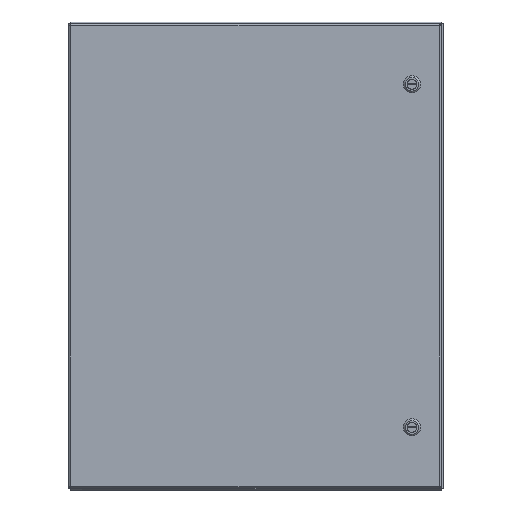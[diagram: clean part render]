
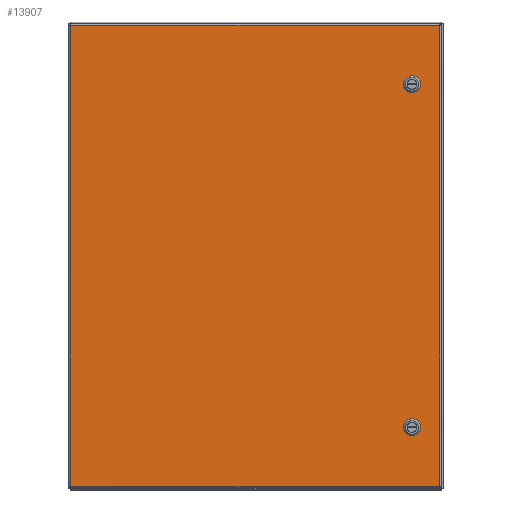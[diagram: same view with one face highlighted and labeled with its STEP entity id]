
A CAD part, top view. The second image highlights one B-rep face of the part: STEP entity #13907.
In plain terms, the highlighted face is planar.
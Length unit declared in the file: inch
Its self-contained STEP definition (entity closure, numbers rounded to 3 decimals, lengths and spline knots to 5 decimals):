
#516=FACE_BOUND('',#2772,.T.);
#517=FACE_BOUND('',#2773,.T.);
#726=CIRCLE('',#14739,0.453);
#728=CIRCLE('',#14743,0.453);
#730=CIRCLE('',#14747,0.453);
#732=CIRCLE('',#14751,0.453);
#734=CIRCLE('',#14755,0.453);
#736=CIRCLE('',#14759,0.453);
#738=CIRCLE('',#14763,0.453);
#740=CIRCLE('',#14767,0.453);
#1338=PLANE('',#14805);
#1859=FACE_OUTER_BOUND('',#2771,.T.);
#2771=EDGE_LOOP('',(#10226,#10227,#10228,#10229));
#2772=EDGE_LOOP('',(#10230,#10231,#10232,#10233,#10234,#10235,#10236,#10237));
#2773=EDGE_LOOP('',(#10238,#10239,#10240,#10241,#10242,#10243,#10244,#10245));
#4083=LINE('',#22442,#5152);
#4087=LINE('',#22454,#5156);
#4091=LINE('',#22466,#5160);
#4095=LINE('',#22476,#5164);
#4099=LINE('',#22490,#5168);
#4103=LINE('',#22502,#5172);
#4107=LINE('',#22514,#5176);
#4111=LINE('',#22524,#5180);
#4147=LINE('',#22606,#5216);
#4153=LINE('',#22688,#5222);
#4168=LINE('',#22788,#5237);
#4183=LINE('',#22887,#5252);
#5152=VECTOR('',#16530,0.42525);
#5156=VECTOR('',#16542,0.42525);
#5160=VECTOR('',#16554,0.42525);
#5164=VECTOR('',#16566,0.42525);
#5168=VECTOR('',#16578,0.42525);
#5172=VECTOR('',#16590,0.42525);
#5176=VECTOR('',#16602,0.42525);
#5180=VECTOR('',#16614,0.42525);
#5216=VECTOR('',#16676,29.5395);
#5222=VECTOR('',#16688,23.6645);
#5237=VECTOR('',#16717,29.5395);
#5252=VECTOR('',#16746,23.6645);
#6229=VERTEX_POINT('',#22433);
#6230=VERTEX_POINT('',#22435);
#6232=VERTEX_POINT('',#22441);
#6234=VERTEX_POINT('',#22447);
#6236=VERTEX_POINT('',#22453);
#6238=VERTEX_POINT('',#22459);
#6240=VERTEX_POINT('',#22465);
#6242=VERTEX_POINT('',#22471);
#6245=VERTEX_POINT('',#22481);
#6246=VERTEX_POINT('',#22483);
#6248=VERTEX_POINT('',#22489);
#6250=VERTEX_POINT('',#22495);
#6252=VERTEX_POINT('',#22501);
#6254=VERTEX_POINT('',#22507);
#6256=VERTEX_POINT('',#22513);
#6258=VERTEX_POINT('',#22519);
#6283=VERTEX_POINT('',#22597);
#6284=VERTEX_POINT('',#22605);
#6289=VERTEX_POINT('',#22680);
#6299=VERTEX_POINT('',#22780);
#7645=EDGE_CURVE('',#6230,#6229,#726,.T.);
#7648=EDGE_CURVE('',#6232,#6230,#4083,.T.);
#7651=EDGE_CURVE('',#6234,#6232,#728,.T.);
#7654=EDGE_CURVE('',#6236,#6234,#4087,.T.);
#7657=EDGE_CURVE('',#6238,#6236,#730,.T.);
#7660=EDGE_CURVE('',#6240,#6238,#4091,.T.);
#7663=EDGE_CURVE('',#6242,#6240,#732,.T.);
#7666=EDGE_CURVE('',#6229,#6242,#4095,.T.);
#7669=EDGE_CURVE('',#6246,#6245,#734,.T.);
#7672=EDGE_CURVE('',#6248,#6246,#4099,.T.);
#7675=EDGE_CURVE('',#6250,#6248,#736,.T.);
#7678=EDGE_CURVE('',#6252,#6250,#4103,.T.);
#7681=EDGE_CURVE('',#6254,#6252,#738,.T.);
#7684=EDGE_CURVE('',#6256,#6254,#4107,.T.);
#7687=EDGE_CURVE('',#6258,#6256,#740,.T.);
#7690=EDGE_CURVE('',#6245,#6258,#4111,.T.);
#7727=EDGE_CURVE('',#6284,#6283,#4147,.T.);
#7737=EDGE_CURVE('',#6283,#6289,#4153,.T.);
#7756=EDGE_CURVE('',#6289,#6299,#4168,.T.);
#7775=EDGE_CURVE('',#6299,#6284,#4183,.T.);
#10226=ORIENTED_EDGE('',*,*,#7727,.T.);
#10227=ORIENTED_EDGE('',*,*,#7737,.T.);
#10228=ORIENTED_EDGE('',*,*,#7756,.T.);
#10229=ORIENTED_EDGE('',*,*,#7775,.T.);
#10230=ORIENTED_EDGE('',*,*,#7645,.T.);
#10231=ORIENTED_EDGE('',*,*,#7666,.T.);
#10232=ORIENTED_EDGE('',*,*,#7663,.T.);
#10233=ORIENTED_EDGE('',*,*,#7660,.T.);
#10234=ORIENTED_EDGE('',*,*,#7657,.T.);
#10235=ORIENTED_EDGE('',*,*,#7654,.T.);
#10236=ORIENTED_EDGE('',*,*,#7651,.T.);
#10237=ORIENTED_EDGE('',*,*,#7648,.T.);
#10238=ORIENTED_EDGE('',*,*,#7669,.T.);
#10239=ORIENTED_EDGE('',*,*,#7690,.T.);
#10240=ORIENTED_EDGE('',*,*,#7687,.T.);
#10241=ORIENTED_EDGE('',*,*,#7684,.T.);
#10242=ORIENTED_EDGE('',*,*,#7681,.T.);
#10243=ORIENTED_EDGE('',*,*,#7678,.T.);
#10244=ORIENTED_EDGE('',*,*,#7675,.T.);
#10245=ORIENTED_EDGE('',*,*,#7672,.T.);
#13907=ADVANCED_FACE('',(#1859,#516,#517),#1338,.F.);
#14739=AXIS2_PLACEMENT_3D('',#22436,#16524,#16525);
#14743=AXIS2_PLACEMENT_3D('',#22448,#16536,#16537);
#14747=AXIS2_PLACEMENT_3D('',#22460,#16548,#16549);
#14751=AXIS2_PLACEMENT_3D('',#22472,#16560,#16561);
#14755=AXIS2_PLACEMENT_3D('',#22484,#16572,#16573);
#14759=AXIS2_PLACEMENT_3D('',#22496,#16584,#16585);
#14763=AXIS2_PLACEMENT_3D('',#22508,#16596,#16597);
#14767=AXIS2_PLACEMENT_3D('',#22520,#16608,#16609);
#14805=AXIS2_PLACEMENT_3D('',#22973,#16771,#16772);
#16524=DIRECTION('center_axis',(0.,0.,1.));
#16525=DIRECTION('ref_axis',(-0.469,-0.883,0.));
#16530=DIRECTION('',(0.,1.,0.));
#16536=DIRECTION('center_axis',(0.,0.,1.));
#16537=DIRECTION('ref_axis',(-0.883,0.469,0.));
#16542=DIRECTION('',(1.,0.,0.));
#16548=DIRECTION('center_axis',(0.,0.,1.));
#16549=DIRECTION('ref_axis',(0.469,0.883,0.));
#16554=DIRECTION('',(0.,-1.,0.));
#16560=DIRECTION('center_axis',(0.,0.,1.));
#16561=DIRECTION('ref_axis',(0.883,-0.469,0.));
#16566=DIRECTION('',(-1.,0.,0.));
#16572=DIRECTION('center_axis',(0.,0.,1.));
#16573=DIRECTION('ref_axis',(-0.469,-0.883,0.));
#16578=DIRECTION('',(0.,1.,0.));
#16584=DIRECTION('center_axis',(0.,0.,1.));
#16585=DIRECTION('ref_axis',(-0.883,0.469,0.));
#16590=DIRECTION('',(1.,0.,0.));
#16596=DIRECTION('center_axis',(0.,0.,1.));
#16597=DIRECTION('ref_axis',(0.469,0.883,0.));
#16602=DIRECTION('',(0.,-1.,0.));
#16608=DIRECTION('center_axis',(0.,0.,1.));
#16609=DIRECTION('ref_axis',(0.883,-0.469,0.));
#16614=DIRECTION('',(-1.,0.,0.));
#16676=DIRECTION('',(0.,-1.,0.));
#16688=DIRECTION('',(-1.,0.,0.));
#16717=DIRECTION('',(0.,1.,0.));
#16746=DIRECTION('',(1.,0.,0.));
#16771=DIRECTION('center_axis',(0.,0.,1.));
#16772=DIRECTION('ref_axis',(1.,0.,0.));
#22433=CARTESIAN_POINT('',(2.08762,4.275,0.));
#22435=CARTESIAN_POINT('',(2.275,4.08762,0.));
#22436=CARTESIAN_POINT('Origin',(1.875,3.875,0.));
#22441=CARTESIAN_POINT('',(2.275,3.66238,0.));
#22442=CARTESIAN_POINT('',(2.275,9.48131,0.));
#22447=CARTESIAN_POINT('',(2.08762,3.475,0.));
#22448=CARTESIAN_POINT('Origin',(1.875,3.875,0.));
#22453=CARTESIAN_POINT('',(1.66238,3.475,0.));
#22454=CARTESIAN_POINT('',(7.01256,3.475,0.));
#22459=CARTESIAN_POINT('',(1.475,3.66238,0.));
#22460=CARTESIAN_POINT('Origin',(1.875,3.875,0.));
#22465=CARTESIAN_POINT('',(1.475,4.08762,0.));
#22466=CARTESIAN_POINT('',(1.475,9.26869,0.));
#22471=CARTESIAN_POINT('',(1.66238,4.275,0.));
#22472=CARTESIAN_POINT('Origin',(1.875,3.875,0.));
#22476=CARTESIAN_POINT('',(6.79994,4.275,0.));
#22481=CARTESIAN_POINT('',(2.08762,26.275,0.));
#22483=CARTESIAN_POINT('',(2.275,26.08762,0.));
#22484=CARTESIAN_POINT('Origin',(1.875,25.875,0.));
#22489=CARTESIAN_POINT('',(2.275,25.66238,0.));
#22490=CARTESIAN_POINT('',(2.275,20.48131,0.));
#22495=CARTESIAN_POINT('',(2.08762,25.475,0.));
#22496=CARTESIAN_POINT('Origin',(1.875,25.875,0.));
#22501=CARTESIAN_POINT('',(1.66238,25.475,0.));
#22502=CARTESIAN_POINT('',(7.01256,25.475,0.));
#22507=CARTESIAN_POINT('',(1.475,25.66238,0.));
#22508=CARTESIAN_POINT('Origin',(1.875,25.875,0.));
#22513=CARTESIAN_POINT('',(1.475,26.08762,0.));
#22514=CARTESIAN_POINT('',(1.475,20.26869,0.));
#22519=CARTESIAN_POINT('',(1.66238,26.275,0.));
#22520=CARTESIAN_POINT('Origin',(1.875,25.875,0.));
#22524=CARTESIAN_POINT('',(6.79994,26.275,0.));
#22597=CARTESIAN_POINT('',(23.76975,0.10525,0.));
#22605=CARTESIAN_POINT('',(23.76975,29.64475,0.));
#22606=CARTESIAN_POINT('',(23.76975,22.25988,0.));
#22680=CARTESIAN_POINT('',(0.10525,0.10525,0.));
#22688=CARTESIAN_POINT('',(17.85363,0.10525,0.));
#22780=CARTESIAN_POINT('',(0.10525,29.64475,0.));
#22788=CARTESIAN_POINT('',(0.10525,7.49013,0.));
#22887=CARTESIAN_POINT('',(6.02137,29.64475,0.));
#22973=CARTESIAN_POINT('Origin',(11.9375,14.875,0.));
